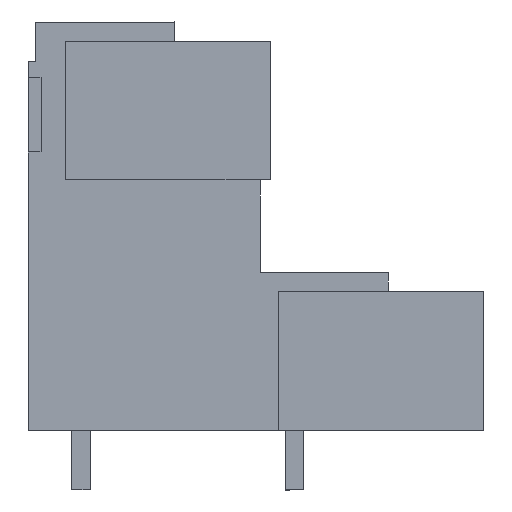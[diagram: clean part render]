
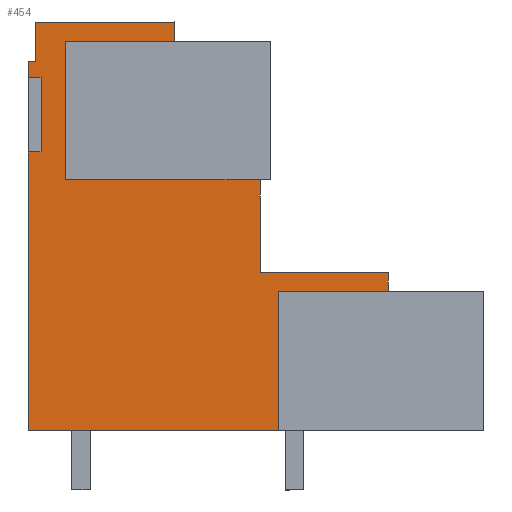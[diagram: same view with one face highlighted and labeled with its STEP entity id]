
A CAD part, left-side view. The second image highlights one B-rep face of the part: STEP entity #454.
In plain terms, the highlighted planar face has unit normal (-1, 0, 0).
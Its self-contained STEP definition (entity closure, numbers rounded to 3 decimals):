
#315=AXIS2_PLACEMENT_3D('Plane Axis2P3D',#312,#313,#314) ;
#252=CARTESIAN_POINT('Line Origine',(3.45,22.55,20.438)) ;
#256=CARTESIAN_POINT('Vertex',(3.45,22.55,24.175)) ;
#258=CARTESIAN_POINT('Vertex',(3.45,22.55,16.7)) ;
#312=CARTESIAN_POINT('Axis2P3D Location',(3.45,24.15,3.2)) ;
#317=CARTESIAN_POINT('Line Origine',(3.45,24.55,10.7)) ;
#321=CARTESIAN_POINT('Vertex',(3.45,24.55,18.2)) ;
#323=CARTESIAN_POINT('Vertex',(3.45,24.55,3.2)) ;
#326=CARTESIAN_POINT('Line Origine',(3.45,17.8,3.2)) ;
#330=CARTESIAN_POINT('Vertex',(3.45,11.05,3.2)) ;
#333=CARTESIAN_POINT('Line Origine',(3.45,11.05,6.95)) ;
#337=CARTESIAN_POINT('Vertex',(3.45,11.05,10.7)) ;
#340=CARTESIAN_POINT('Line Origine',(3.45,8.1,10.7)) ;
#344=CARTESIAN_POINT('Vertex',(3.45,5.15,10.7)) ;
#347=CARTESIAN_POINT('Line Origine',(3.45,5.15,11.2)) ;
#351=CARTESIAN_POINT('Vertex',(3.45,5.15,11.7)) ;
#354=CARTESIAN_POINT('Line Origine',(3.45,8.6,11.7)) ;
#358=CARTESIAN_POINT('Vertex',(3.45,12.05,11.7)) ;
#361=CARTESIAN_POINT('Line Origine',(3.45,12.05,14.2)) ;
#365=CARTESIAN_POINT('Vertex',(3.45,12.05,16.7)) ;
#368=CARTESIAN_POINT('Line Origine',(3.45,17.3,16.7)) ;
#373=CARTESIAN_POINT('Line Origine',(3.45,19.6,24.175)) ;
#377=CARTESIAN_POINT('Vertex',(3.45,16.65,24.175)) ;
#380=CARTESIAN_POINT('Line Origine',(3.45,16.65,24.688)) ;
#384=CARTESIAN_POINT('Vertex',(3.45,16.65,25.2)) ;
#387=CARTESIAN_POINT('Line Origine',(3.45,20.4,25.2)) ;
#391=CARTESIAN_POINT('Vertex',(3.45,24.15,25.2)) ;
#394=CARTESIAN_POINT('Line Origine',(3.45,24.15,24.145)) ;
#398=CARTESIAN_POINT('Vertex',(3.45,24.15,23.09)) ;
#401=CARTESIAN_POINT('Line Origine',(3.45,24.35,23.09)) ;
#405=CARTESIAN_POINT('Vertex',(3.45,24.55,23.09)) ;
#408=CARTESIAN_POINT('Line Origine',(3.45,24.55,22.645)) ;
#412=CARTESIAN_POINT('Vertex',(3.45,24.55,22.2)) ;
#415=CARTESIAN_POINT('Line Origine',(3.45,24.2,22.2)) ;
#419=CARTESIAN_POINT('Vertex',(3.45,23.85,22.2)) ;
#422=CARTESIAN_POINT('Line Origine',(3.45,23.85,20.2)) ;
#426=CARTESIAN_POINT('Vertex',(3.45,23.85,18.2)) ;
#429=CARTESIAN_POINT('Line Origine',(3.45,24.2,18.2)) ;
#253=DIRECTION('Vector Direction',(0.,0.,-1.)) ;
#313=DIRECTION('Axis2P3D Direction',(-1.,0.,0.)) ;
#314=DIRECTION('Axis2P3D XDirection',(0.,1.,0.)) ;
#318=DIRECTION('Vector Direction',(0.,0.,-1.)) ;
#327=DIRECTION('Vector Direction',(0.,-1.,0.)) ;
#334=DIRECTION('Vector Direction',(0.,0.,-1.)) ;
#341=DIRECTION('Vector Direction',(0.,1.,0.)) ;
#348=DIRECTION('Vector Direction',(0.,0.,1.)) ;
#355=DIRECTION('Vector Direction',(0.,1.,0.)) ;
#362=DIRECTION('Vector Direction',(0.,0.,1.)) ;
#369=DIRECTION('Vector Direction',(0.,1.,0.)) ;
#374=DIRECTION('Vector Direction',(0.,1.,0.)) ;
#381=DIRECTION('Vector Direction',(0.,0.,1.)) ;
#388=DIRECTION('Vector Direction',(0.,1.,0.)) ;
#395=DIRECTION('Vector Direction',(0.,0.,1.)) ;
#402=DIRECTION('Vector Direction',(0.,1.,0.)) ;
#409=DIRECTION('Vector Direction',(0.,0.,-1.)) ;
#416=DIRECTION('Vector Direction',(0.,-1.,0.)) ;
#423=DIRECTION('Vector Direction',(0.,0.,-1.)) ;
#430=DIRECTION('Vector Direction',(0.,-1.,0.)) ;
#254=VECTOR('Line Direction',#253,1.) ;
#319=VECTOR('Line Direction',#318,1.) ;
#328=VECTOR('Line Direction',#327,1.) ;
#335=VECTOR('Line Direction',#334,1.) ;
#342=VECTOR('Line Direction',#341,1.) ;
#349=VECTOR('Line Direction',#348,1.) ;
#356=VECTOR('Line Direction',#355,1.) ;
#363=VECTOR('Line Direction',#362,1.) ;
#370=VECTOR('Line Direction',#369,1.) ;
#375=VECTOR('Line Direction',#374,1.) ;
#382=VECTOR('Line Direction',#381,1.) ;
#389=VECTOR('Line Direction',#388,1.) ;
#396=VECTOR('Line Direction',#395,1.) ;
#403=VECTOR('Line Direction',#402,1.) ;
#410=VECTOR('Line Direction',#409,1.) ;
#417=VECTOR('Line Direction',#416,1.) ;
#424=VECTOR('Line Direction',#423,1.) ;
#431=VECTOR('Line Direction',#430,1.) ;
#435=ORIENTED_EDGE('',*,*,#325,.T.) ;
#436=ORIENTED_EDGE('',*,*,#332,.T.) ;
#437=ORIENTED_EDGE('',*,*,#339,.F.) ;
#438=ORIENTED_EDGE('',*,*,#346,.F.) ;
#439=ORIENTED_EDGE('',*,*,#353,.T.) ;
#440=ORIENTED_EDGE('',*,*,#360,.T.) ;
#441=ORIENTED_EDGE('',*,*,#367,.T.) ;
#442=ORIENTED_EDGE('',*,*,#372,.T.) ;
#443=ORIENTED_EDGE('',*,*,#260,.F.) ;
#444=ORIENTED_EDGE('',*,*,#379,.F.) ;
#445=ORIENTED_EDGE('',*,*,#386,.T.) ;
#446=ORIENTED_EDGE('',*,*,#393,.T.) ;
#447=ORIENTED_EDGE('',*,*,#400,.T.) ;
#448=ORIENTED_EDGE('',*,*,#407,.T.) ;
#449=ORIENTED_EDGE('',*,*,#414,.T.) ;
#450=ORIENTED_EDGE('',*,*,#421,.T.) ;
#451=ORIENTED_EDGE('',*,*,#428,.T.) ;
#452=ORIENTED_EDGE('',*,*,#433,.F.) ;
#454=ADVANCED_FACE('HOUSING.1',(#453),#316,.T.) ;
#260=EDGE_CURVE('',#257,#259,#255,.T.) ;
#325=EDGE_CURVE('',#322,#324,#320,.T.) ;
#332=EDGE_CURVE('',#324,#331,#329,.T.) ;
#339=EDGE_CURVE('',#338,#331,#336,.T.) ;
#346=EDGE_CURVE('',#345,#338,#343,.T.) ;
#353=EDGE_CURVE('',#345,#352,#350,.T.) ;
#360=EDGE_CURVE('',#352,#359,#357,.T.) ;
#367=EDGE_CURVE('',#359,#366,#364,.T.) ;
#372=EDGE_CURVE('',#366,#259,#371,.T.) ;
#379=EDGE_CURVE('',#378,#257,#376,.T.) ;
#386=EDGE_CURVE('',#378,#385,#383,.T.) ;
#393=EDGE_CURVE('',#385,#392,#390,.T.) ;
#400=EDGE_CURVE('',#392,#399,#397,.F.) ;
#407=EDGE_CURVE('',#399,#406,#404,.T.) ;
#414=EDGE_CURVE('',#406,#413,#411,.T.) ;
#421=EDGE_CURVE('',#413,#420,#418,.T.) ;
#428=EDGE_CURVE('',#420,#427,#425,.T.) ;
#433=EDGE_CURVE('',#322,#427,#432,.T.) ;
#434=EDGE_LOOP('',(#435,#436,#437,#438,#439,#440,#441,#442,#443,#444,#445,#446,#447,#448,#449,#450,#451,#452)) ;
#453=FACE_OUTER_BOUND('',#434,.T.) ;
#255=LINE('Line',#252,#254) ;
#320=LINE('Line',#317,#319) ;
#329=LINE('Line',#326,#328) ;
#336=LINE('Line',#333,#335) ;
#343=LINE('Line',#340,#342) ;
#350=LINE('Line',#347,#349) ;
#357=LINE('Line',#354,#356) ;
#364=LINE('Line',#361,#363) ;
#371=LINE('Line',#368,#370) ;
#376=LINE('Line',#373,#375) ;
#383=LINE('Line',#380,#382) ;
#390=LINE('Line',#387,#389) ;
#397=LINE('Line',#394,#396) ;
#404=LINE('Line',#401,#403) ;
#411=LINE('Line',#408,#410) ;
#418=LINE('Line',#415,#417) ;
#425=LINE('Line',#422,#424) ;
#432=LINE('Line',#429,#431) ;
#316=PLANE('',#315) ;
#257=VERTEX_POINT('',#256) ;
#259=VERTEX_POINT('',#258) ;
#322=VERTEX_POINT('',#321) ;
#324=VERTEX_POINT('',#323) ;
#331=VERTEX_POINT('',#330) ;
#338=VERTEX_POINT('',#337) ;
#345=VERTEX_POINT('',#344) ;
#352=VERTEX_POINT('',#351) ;
#359=VERTEX_POINT('',#358) ;
#366=VERTEX_POINT('',#365) ;
#378=VERTEX_POINT('',#377) ;
#385=VERTEX_POINT('',#384) ;
#392=VERTEX_POINT('',#391) ;
#399=VERTEX_POINT('',#398) ;
#406=VERTEX_POINT('',#405) ;
#413=VERTEX_POINT('',#412) ;
#420=VERTEX_POINT('',#419) ;
#427=VERTEX_POINT('',#426) ;
